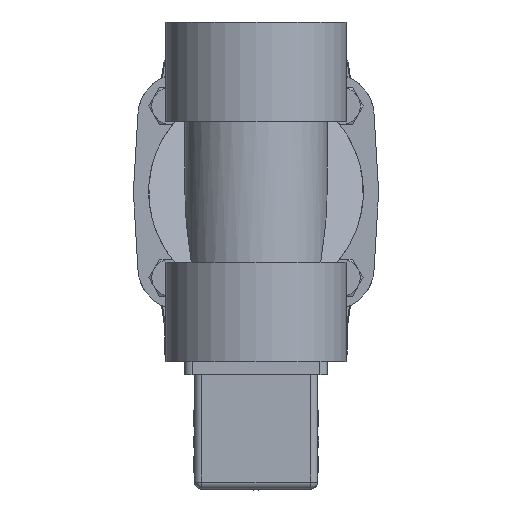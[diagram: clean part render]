
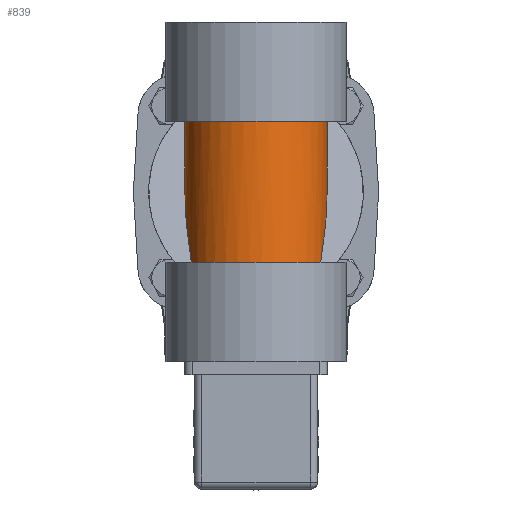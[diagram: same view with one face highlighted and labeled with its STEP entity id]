
A CAD part, front view. The second image highlights one B-rep face of the part: STEP entity #839.
In plain terms, the highlighted cylindrical face has radius 14.808 mm (diameter 29.616 mm), a partial arc.
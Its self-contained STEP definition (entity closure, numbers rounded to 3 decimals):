
#699 = CARTESIAN_POINT ( 'NONE',  ( 0., 0., -14.605 ) ) ;
#839 = ADVANCED_FACE ( 'NONE', ( #78314 ), #55306, .T. ) ;
#1977 = AXIS2_PLACEMENT_3D ( 'NONE', #26830, #71614, #33231 ) ;
#6366 = CARTESIAN_POINT ( 'NONE',  ( 14.808, 0., 1.784 ) ) ;
#7072 = CARTESIAN_POINT ( 'NONE',  ( -14.808, 0., -14.605 ) ) ;
#7135 = DIRECTION ( 'NONE',  ( 1., 0., 0. ) ) ;
#7431 = CARTESIAN_POINT ( 'NONE',  ( -14.808, -2.199, -3.907 ) ) ;
#12974 = CIRCLE ( 'NONE', #1977, 14.808 ) ;
#14306 = ORIENTED_EDGE ( 'NONE', *, *, #73819, .F. ) ;
#18990 = ORIENTED_EDGE ( 'NONE', *, *, #44277, .T. ) ;
#19774 = VECTOR ( 'NONE', #66972, 1000. ) ;
#20011 = CARTESIAN_POINT ( 'NONE',  ( -13.387, -6.331, -14.605 ) ) ;
#20071 = VERTEX_POINT ( 'NONE', #53737 ) ;
#20216 = CARTESIAN_POINT ( 'NONE',  ( 13.387, -6.331, -14.605 ) ) ;
#20401 = CIRCLE ( 'NONE', #22688, 14.808 ) ;
#21376 = VECTOR ( 'NONE', #32421, 1000. ) ;
#22688 = AXIS2_PLACEMENT_3D ( 'NONE', #699, #45321, #7135 ) ;
#25492 = ORIENTED_EDGE ( 'NONE', *, *, #80777, .F. ) ;
#25626 = CARTESIAN_POINT ( 'NONE',  ( 14.327, -4.344, -9.46 ) ) ;
#26830 = CARTESIAN_POINT ( 'NONE',  ( 0., 0., 14.605 ) ) ;
#32314 = EDGE_CURVE ( 'NONE', #75193, #54938, #20401, .T. ) ;
#32421 = DIRECTION ( 'NONE',  ( 0., 0., 1. ) ) ;
#33231 = DIRECTION ( 'NONE',  ( 1., 0., 0. ) ) ;
#34556 =( BOUNDED_CURVE ( )  B_SPLINE_CURVE ( 3, ( #6366, #44564, #25626, #70370 ),
 .UNSPECIFIED., .F., .F. ) 
 B_SPLINE_CURVE_WITH_KNOTS ( ( 4, 4 ),
 ( 1.571, 2.013 ),
 .UNSPECIFIED. ) 
 CURVE ( )  GEOMETRIC_REPRESENTATION_ITEM ( )  RATIONAL_B_SPLINE_CURVE ( ( 1., 0.984, 0.984, 1. ) ) 
 REPRESENTATION_ITEM ( '' )  );
#36029 = EDGE_LOOP ( 'NONE', ( #40040, #14306, #50532, #76799, #18990, #25492 ) ) ;
#40040 = ORIENTED_EDGE ( 'NONE', *, *, #64950, .F. ) ;
#40637 = VERTEX_POINT ( 'NONE', #67836 ) ;
#41228 = CARTESIAN_POINT ( 'NONE',  ( 14.808, 0., -14.605 ) ) ;
#44195 = CARTESIAN_POINT ( 'NONE',  ( -13.387, -6.331, -14.605 ) ) ;
#44277 = EDGE_CURVE ( 'NONE', #40637, #20071, #70783, .T. ) ;
#44564 = CARTESIAN_POINT ( 'NONE',  ( 14.808, -2.199, -3.907 ) ) ;
#45321 = DIRECTION ( 'NONE',  ( 0., 0., 1. ) ) ;
#50532 = ORIENTED_EDGE ( 'NONE', *, *, #32314, .T. ) ;
#50744 = VERTEX_POINT ( 'NONE', #52137 ) ;
#52105 = CARTESIAN_POINT ( 'NONE',  ( -14.808, 0., 1.784 ) ) ;
#52137 = CARTESIAN_POINT ( 'NONE',  ( -14.808, 0., 14.605 ) ) ;
#53737 = CARTESIAN_POINT ( 'NONE',  ( 14.808, 0., 14.605 ) ) ;
#54938 = VERTEX_POINT ( 'NONE', #20216 ) ;
#55306 = CYLINDRICAL_SURFACE ( 'NONE', #71027, 14.808 ) ;
#58260 = CARTESIAN_POINT ( 'NONE',  ( -14.327, -4.344, -9.46 ) ) ;
#62602 = DIRECTION ( 'NONE',  ( 1., 0., 0. ) ) ;
#64122 = CARTESIAN_POINT ( 'NONE',  ( -14.808, 0., 1.784 ) ) ;
#64152 = CARTESIAN_POINT ( 'NONE',  ( 0., 0., -14.605 ) ) ;
#64253 = DIRECTION ( 'NONE',  ( 0., 0., 1. ) ) ;
#64950 = EDGE_CURVE ( 'NONE', #66026, #50744, #70387, .T. ) ;
#66026 = VERTEX_POINT ( 'NONE', #64122 ) ;
#66950 =( BOUNDED_CURVE ( )  B_SPLINE_CURVE ( 3, ( #20011, #58260, #7431, #52105 ),
 .UNSPECIFIED., .F., .F. ) 
 B_SPLINE_CURVE_WITH_KNOTS ( ( 4, 4 ),
 ( 4.271, 4.712 ),
 .UNSPECIFIED. ) 
 CURVE ( )  GEOMETRIC_REPRESENTATION_ITEM ( )  RATIONAL_B_SPLINE_CURVE ( ( 1., 0.984, 0.984, 1. ) ) 
 REPRESENTATION_ITEM ( '' )  );
#66972 = DIRECTION ( 'NONE',  ( 0., 0., 1. ) ) ;
#67836 = CARTESIAN_POINT ( 'NONE',  ( 14.808, 0., 1.784 ) ) ;
#70370 = CARTESIAN_POINT ( 'NONE',  ( 13.387, -6.331, -14.605 ) ) ;
#70387 = LINE ( 'NONE', #7072, #21376 ) ;
#70783 = LINE ( 'NONE', #41228, #19774 ) ;
#71027 = AXIS2_PLACEMENT_3D ( 'NONE', #64152, #64253, #62602 ) ;
#71614 = DIRECTION ( 'NONE',  ( 0., 0., 1. ) ) ;
#73819 = EDGE_CURVE ( 'NONE', #75193, #66026, #66950, .T. ) ;
#75193 = VERTEX_POINT ( 'NONE', #44195 ) ;
#76799 = ORIENTED_EDGE ( 'NONE', *, *, #82579, .F. ) ;
#78314 = FACE_OUTER_BOUND ( 'NONE', #36029, .T. ) ;
#80777 = EDGE_CURVE ( 'NONE', #50744, #20071, #12974, .T. ) ;
#82579 = EDGE_CURVE ( 'NONE', #40637, #54938, #34556, .T. ) ;
